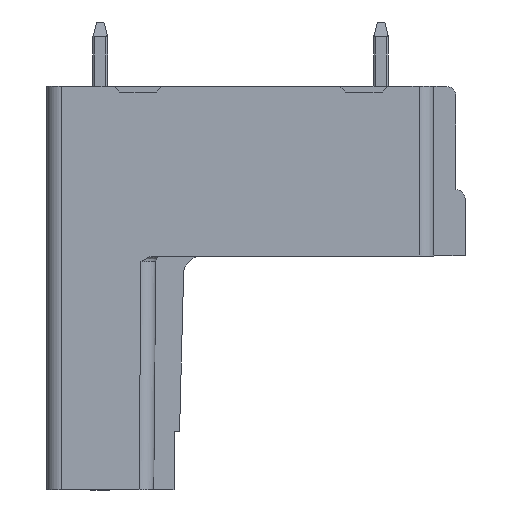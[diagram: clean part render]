
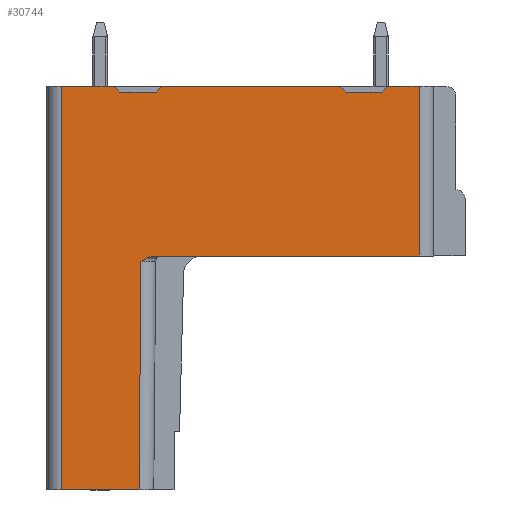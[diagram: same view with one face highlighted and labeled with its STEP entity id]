
A CAD part, left-side view. The second image highlights one B-rep face of the part: STEP entity #30744.
In plain terms, the highlighted planar face has unit normal (-1, 0, 0).
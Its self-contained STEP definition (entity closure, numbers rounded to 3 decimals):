
#468=CARTESIAN_POINT('',(-37.4,5.537,
0.));
#1368=DIRECTION('',(0.,1.,0.));
#1369=VECTOR('',#1368,2.85);
#1370=CARTESIAN_POINT('',(-37.4,7.75,9.2));
#1371=LINE('',#1370,#1369);
#4545=DIRECTION('',(0.,1.,0.));
#4546=VECTOR('',#4545,14.337);
#4547=CARTESIAN_POINT('',(-37.4,-8.8,
0.));
#4548=LINE('',#4547,#4546);
#4549=CARTESIAN_POINT('',(-37.4,5.537,
0.));
#4550=CARTESIAN_POINT('',(-37.4,5.563,
0.));
#4551=CARTESIAN_POINT('',(-37.4,5.618,
-0.002));
#4552=CARTESIAN_POINT('',(-37.4,5.71,
-0.018));
#4553=CARTESIAN_POINT('',(-37.4,5.81,
-0.046));
#4554=CARTESIAN_POINT('',(-37.4,5.918,
-0.089));
#4555=CARTESIAN_POINT('',(-37.4,6.033,
-0.146));
#4556=CARTESIAN_POINT('',(-37.4,6.157,
-0.216));
#4557=CARTESIAN_POINT('',(-37.4,6.245,
-0.271));
#4558=CARTESIAN_POINT('',(-37.4,6.292,
-0.3));
#4560=DIRECTION('',(0.,0.009,-1.));
#4561=VECTOR('',#4560,12.4);
#4562=CARTESIAN_POINT('',(-37.4,6.292,
-0.3));
#4563=LINE('',#4562,#4561);
#4564=DIRECTION('',(0.,1.,0.));
#4565=VECTOR('',#4564,4.2);
#4566=CARTESIAN_POINT('',(-37.4,6.4,-12.7));
#4567=LINE('',#4566,#4565);
#4568=DIRECTION('',(0.,-0.707,-0.707));
#4569=VECTOR('',#4568,0.424);
#4570=CARTESIAN_POINT('',(-37.4,7.75,9.2));
#4571=LINE('',#4570,#4569);
#4572=DIRECTION('',(0.,-0.707,0.707));
#4573=VECTOR('',#4572,0.424);
#4574=CARTESIAN_POINT('',(-37.4,5.45,8.9));
#4575=LINE('',#4574,#4573);
#4576=DIRECTION('',(0.,-1.,0.));
#4577=VECTOR('',#4576,9.65);
#4578=CARTESIAN_POINT('',(-37.4,5.15,9.2));
#4579=LINE('',#4578,#4577);
#4580=DIRECTION('',(0.,-0.707,-0.707));
#4581=VECTOR('',#4580,0.424);
#4582=CARTESIAN_POINT('',(-37.4,-4.5,9.2));
#4583=LINE('',#4582,#4581);
#4584=DIRECTION('',(0.,-0.707,0.707));
#4585=VECTOR('',#4584,0.424);
#4586=CARTESIAN_POINT('',(-37.4,-6.8,8.9));
#4587=LINE('',#4586,#4585);
#4588=DIRECTION('',(0.,-1.,0.));
#4589=VECTOR('',#4588,1.7);
#4590=CARTESIAN_POINT('',(-37.4,-7.1,9.2));
#4591=LINE('',#4590,#4589);
#4592=DIRECTION('',(0.,0.,-1.));
#4593=VECTOR('',#4592,9.2);
#4594=CARTESIAN_POINT('',(-37.4,-8.8,9.2));
#4595=LINE('',#4594,#4593);
#5450=DIRECTION('',(0.,1.,0.));
#5451=VECTOR('',#5450,2.);
#5452=CARTESIAN_POINT('',(-37.4,5.45,8.9));
#5453=LINE('',#5452,#5451);
#12987=DIRECTION('',(0.,0.,-1.));
#12988=VECTOR('',#12987,21.9);
#12989=CARTESIAN_POINT('',(-37.4,10.6,9.2));
#12990=LINE('',#12989,#12988);
#13123=DIRECTION('',(0.,1.,0.));
#13124=VECTOR('',#13123,2.);
#13125=CARTESIAN_POINT('',(-37.4,-6.8,8.9));
#13126=LINE('',#13125,#13124);
#20644=VERTEX_POINT('',#468);
#20645=CARTESIAN_POINT('',(-37.4,-8.8,
0.));
#20646=VERTEX_POINT('',#20645);
#20807=CARTESIAN_POINT('',(-37.4,-8.8,9.2));
#20808=VERTEX_POINT('',#20807);
#20809=CARTESIAN_POINT('',(-37.4,-7.1,9.2));
#20810=VERTEX_POINT('',#20809);
#20815=CARTESIAN_POINT('',(-37.4,-4.5,9.2));
#20816=VERTEX_POINT('',#20815);
#20817=CARTESIAN_POINT('',(-37.4,5.15,9.2));
#20818=VERTEX_POINT('',#20817);
#20827=CARTESIAN_POINT('',(-37.4,7.75,9.2));
#20828=VERTEX_POINT('',#20827);
#20829=CARTESIAN_POINT('',(-37.4,10.6,9.2));
#20830=VERTEX_POINT('',#20829);
#20910=VERTEX_POINT('',#4558);
#20911=CARTESIAN_POINT('',(-37.4,6.4,-12.7));
#20912=VERTEX_POINT('',#20911);
#20913=CARTESIAN_POINT('',(-37.4,10.6,-12.7));
#20914=VERTEX_POINT('',#20913);
#20915=CARTESIAN_POINT('',(-37.4,7.45,8.9));
#20916=VERTEX_POINT('',#20915);
#20917=CARTESIAN_POINT('',(-37.4,5.45,8.9));
#20918=VERTEX_POINT('',#20917);
#20919=CARTESIAN_POINT('',(-37.4,-4.8,8.9));
#20920=VERTEX_POINT('',#20919);
#20921=CARTESIAN_POINT('',(-37.4,-6.8,8.9));
#20922=VERTEX_POINT('',#20921);
#30712=CARTESIAN_POINT('',(-37.4,5.192,-0.3));
#30713=DIRECTION('',(-1.,0.,0.));
#30714=DIRECTION('',(0.,-1.,0.));
#30715=AXIS2_PLACEMENT_3D('',#30712,#30713,#30714);
#30716=PLANE('',#30715);
#30717=ORIENTED_EDGE('',*,*,#25278,.T.);
#30719=ORIENTED_EDGE('',*,*,#30718,.T.);
#30721=ORIENTED_EDGE('',*,*,#30720,.T.);
#30723=ORIENTED_EDGE('',*,*,#30722,.T.);
#30725=ORIENTED_EDGE('',*,*,#30724,.F.);
#30726=ORIENTED_EDGE('',*,*,#25960,.F.);
#30728=ORIENTED_EDGE('',*,*,#30727,.T.);
#30730=ORIENTED_EDGE('',*,*,#30729,.F.);
#30732=ORIENTED_EDGE('',*,*,#30731,.T.);
#30733=ORIENTED_EDGE('',*,*,#25944,.T.);
#30735=ORIENTED_EDGE('',*,*,#30734,.T.);
#30737=ORIENTED_EDGE('',*,*,#30736,.F.);
#30739=ORIENTED_EDGE('',*,*,#30738,.T.);
#30740=ORIENTED_EDGE('',*,*,#25935,.T.);
#30741=ORIENTED_EDGE('',*,*,#30705,.T.);
#30742=EDGE_LOOP('',(#30717,#30719,#30721,#30723,#30725,#30726,#30728,#30730,
#30732,#30733,#30735,#30737,#30739,#30740,#30741));
#30743=FACE_OUTER_BOUND('',#30742,.F.);
#30744=ADVANCED_FACE('',(#30743),#30716,.T.);
#4559=B_SPLINE_CURVE_WITH_KNOTS('',3,(#4549,#4550,#4551,#4552,#4553,#4554,#4555,
#4556,#4557,#4558),.UNSPECIFIED.,.F.,.F.,(4,1,1,1,1,1,1,4),(0.,
0.143,0.286,0.429,0.571,
0.714,0.857,1.),.UNSPECIFIED.);
#25278=EDGE_CURVE('',#20646,#20644,#4548,.T.);
#25935=EDGE_CURVE('',#20810,#20808,#4591,.T.);
#25944=EDGE_CURVE('',#20818,#20816,#4579,.T.);
#25960=EDGE_CURVE('',#20828,#20830,#1371,.T.);
#30705=EDGE_CURVE('',#20808,#20646,#4595,.T.);
#30718=EDGE_CURVE('',#20644,#20910,#4559,.T.);
#30720=EDGE_CURVE('',#20910,#20912,#4563,.T.);
#30722=EDGE_CURVE('',#20912,#20914,#4567,.T.);
#30724=EDGE_CURVE('',#20830,#20914,#12990,.T.);
#30727=EDGE_CURVE('',#20828,#20916,#4571,.T.);
#30729=EDGE_CURVE('',#20918,#20916,#5453,.T.);
#30731=EDGE_CURVE('',#20918,#20818,#4575,.T.);
#30734=EDGE_CURVE('',#20816,#20920,#4583,.T.);
#30736=EDGE_CURVE('',#20922,#20920,#13126,.T.);
#30738=EDGE_CURVE('',#20922,#20810,#4587,.T.);
